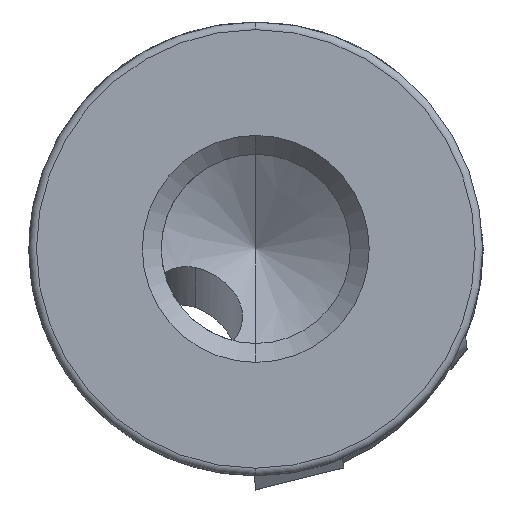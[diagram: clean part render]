
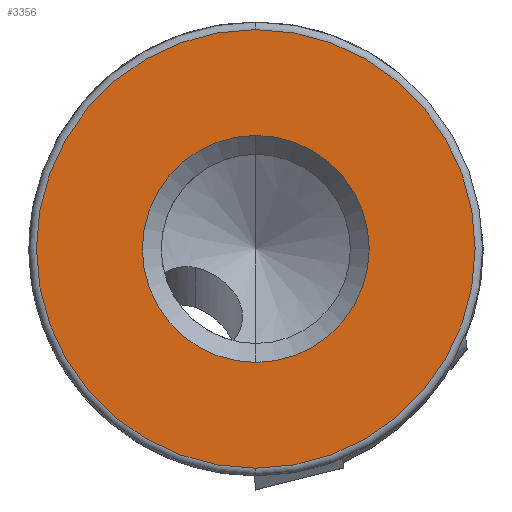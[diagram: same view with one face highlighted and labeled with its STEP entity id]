
A CAD part, left-side view. The second image highlights one B-rep face of the part: STEP entity #3356.
In plain terms, the highlighted planar face has unit normal (-1, 0, 0).
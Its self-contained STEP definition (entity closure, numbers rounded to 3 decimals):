
#33 = CARTESIAN_POINT ( 'NONE',  ( -23., 0., 6.375 ) ) ;
#61 = VERTEX_POINT ( 'NONE', #3174 ) ;
#239 = AXIS2_PLACEMENT_3D ( 'NONE', #952, #1289, #1612 ) ;
#294 = VERTEX_POINT ( 'NONE', #1009 ) ;
#433 = DIRECTION ( 'NONE',  ( -1., 0., 0. ) ) ;
#532 = FACE_OUTER_BOUND ( 'NONE', #3118, .T. ) ;
#537 = ORIENTED_EDGE ( 'NONE', *, *, #3837, .F. ) ;
#838 = AXIS2_PLACEMENT_3D ( 'NONE', #3469, #4138, #2105 ) ;
#889 = CARTESIAN_POINT ( 'NONE',  ( -23., 0., 9.375 ) ) ;
#939 = ORIENTED_EDGE ( 'NONE', *, *, #1125, .F. ) ;
#952 = CARTESIAN_POINT ( 'NONE',  ( -23., 0., 6.375 ) ) ;
#1009 = CARTESIAN_POINT ( 'NONE',  ( -23., 0., 12.175 ) ) ;
#1121 = CIRCLE ( 'NONE', #1194, 5.8 ) ;
#1125 = EDGE_CURVE ( 'NONE', #61, #2879, #2674, .T. ) ;
#1194 = AXIS2_PLACEMENT_3D ( 'NONE', #2673, #1379, #4004 ) ;
#1289 = DIRECTION ( 'NONE',  ( -1., 0., 0. ) ) ;
#1379 = DIRECTION ( 'NONE',  ( -1., 0., 0. ) ) ;
#1510 = CIRCLE ( 'NONE', #4028, 3. ) ;
#1516 = FACE_BOUND ( 'NONE', #1861, .T. ) ;
#1606 = CIRCLE ( 'NONE', #3626, 5.8 ) ;
#1612 = DIRECTION ( 'NONE',  ( 0., 0., 1. ) ) ;
#1796 = CARTESIAN_POINT ( 'NONE',  ( -23., 0., 6.375 ) ) ;
#1861 = EDGE_LOOP ( 'NONE', ( #537, #939 ) ) ;
#1966 = EDGE_CURVE ( 'NONE', #3753, #294, #1121, .T. ) ;
#2105 = DIRECTION ( 'NONE',  ( 0., 0., -1. ) ) ;
#2336 = DIRECTION ( 'NONE',  ( 0., 0., -1. ) ) ;
#2416 = DIRECTION ( 'NONE',  ( -1., 0., 0. ) ) ;
#2673 = CARTESIAN_POINT ( 'NONE',  ( -23., 0., 6.375 ) ) ;
#2674 = CIRCLE ( 'NONE', #239, 3. ) ;
#2732 = DIRECTION ( 'NONE',  ( 0., 0., 1. ) ) ;
#2879 = VERTEX_POINT ( 'NONE', #889 ) ;
#3118 = EDGE_LOOP ( 'NONE', ( #3231, #3496 ) ) ;
#3174 = CARTESIAN_POINT ( 'NONE',  ( -23., 0., 3.375 ) ) ;
#3231 = ORIENTED_EDGE ( 'NONE', *, *, #1966, .T. ) ;
#3348 = CARTESIAN_POINT ( 'NONE',  ( -23., 0., 0.575 ) ) ;
#3356 = ADVANCED_FACE ( 'NONE', ( #532, #1516 ), #3499, .F. ) ;
#3469 = CARTESIAN_POINT ( 'NONE',  ( -23., 0., 0.375 ) ) ;
#3496 = ORIENTED_EDGE ( 'NONE', *, *, #3636, .T. ) ;
#3499 = PLANE ( 'NONE',  #838 ) ;
#3626 = AXIS2_PLACEMENT_3D ( 'NONE', #33, #433, #2336 ) ;
#3636 = EDGE_CURVE ( 'NONE', #294, #3753, #1606, .T. ) ;
#3753 = VERTEX_POINT ( 'NONE', #3348 ) ;
#3837 = EDGE_CURVE ( 'NONE', #2879, #61, #1510, .T. ) ;
#4004 = DIRECTION ( 'NONE',  ( 0., 0., -1. ) ) ;
#4028 = AXIS2_PLACEMENT_3D ( 'NONE', #1796, #2416, #2732 ) ;
#4138 = DIRECTION ( 'NONE',  ( 1., 0., 0. ) ) ;
